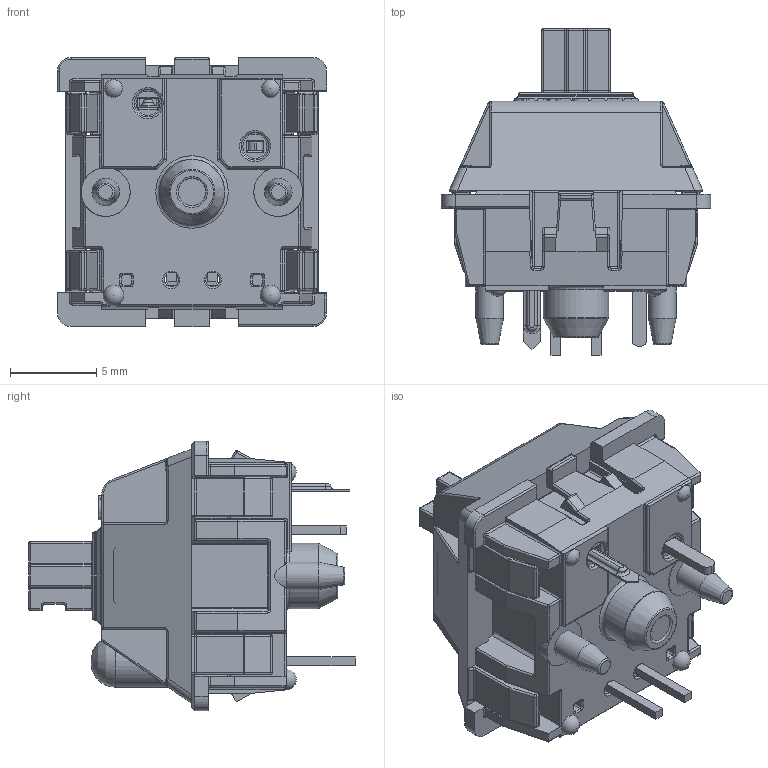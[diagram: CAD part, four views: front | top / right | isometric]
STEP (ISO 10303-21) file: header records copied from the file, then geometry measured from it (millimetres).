
FILE_DESCRIPTION(/* description */ ('STEP AP214'),/* implementation_level */ '2;1');
FILE_NAME(/* name */ '72778b6e-99d7-45a4-94c4-06d0f06faf03.zip.stp',/* time_stamp */ '2025-12-14T18:46:15Z',/* author */ (''),/* organization */ (''),/* preprocessor_version */ 'ST-DEVELOPER v20.1',/* originating_system */ 'Autodesk Translation Framework v14.24.0.0',/* authorisation */ '');
FILE_SCHEMA (('AUTOMOTIVE_DESIGN { 1 0 10303 214 3 1 1 }'));
Length unit declared in the file: millimetre
Products named in the file (1): MX Series-Cherry Key
Bounding box: 15.6 x 18.9 x 15.6 mm (x, y, z)
Volume: 1126.4 mm3; surface area: 2742.9 mm2
Topology: 10 solids, 10 shells, 1624 faces, 3946 edges, 2249 vertices
Faces by surface type: cylinder 665, plane 526, torus 190, sphere 112, bspline 100, cone 31
Full cylindrical faces by diameter (mm): 0.8 x2, 1.6 x4, 2 x1, 2.6 x1, 3 x1, 3.8 x1, 4.8 x1
Entity records: 50221 total; most frequent: CARTESIAN_POINT 11315, DIRECTION 8274, ORIENTED_EDGE 7674, EDGE_CURVE 3837, AXIS2_PLACEMENT_3D 3096, VERTEX_POINT 2249, LINE 2082, VECTOR 2082
